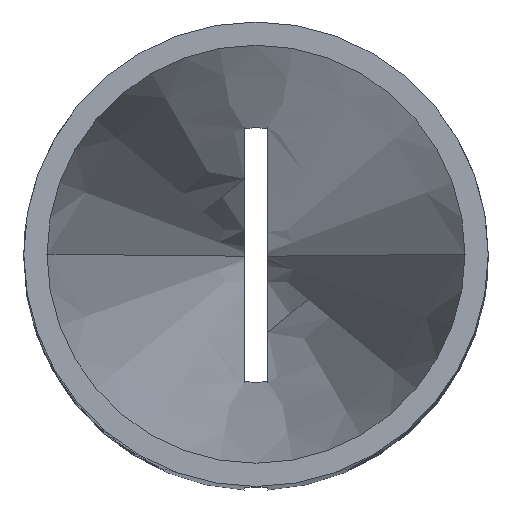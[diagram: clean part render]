
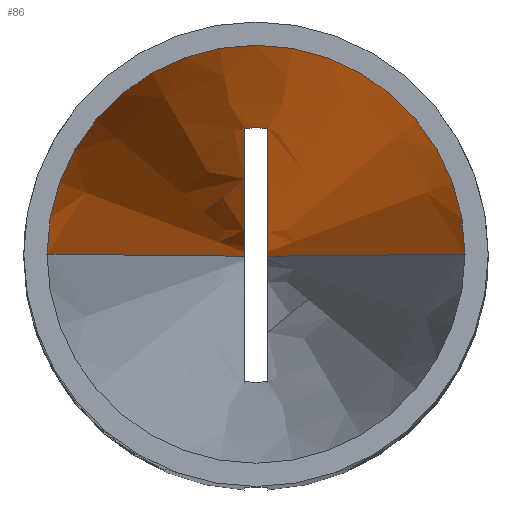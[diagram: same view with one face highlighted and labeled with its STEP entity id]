
A CAD part, top view. The second image highlights one B-rep face of the part: STEP entity #86.
In plain terms, the highlighted conical face has half-angle 10 degrees and reference radius 4.5 mm.
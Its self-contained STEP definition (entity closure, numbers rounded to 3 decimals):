
#6 = ORIENTED_EDGE ( 'NONE', *, *, #775, .F. ) ;
#9 = VERTEX_POINT ( 'NONE', #641 ) ;
#19 = ORIENTED_EDGE ( 'NONE', *, *, #1224, .F. ) ;
#33 = CARTESIAN_POINT ( 'NONE',  ( 0.25, 0., 25.897 ) ) ;
#38 = CARTESIAN_POINT ( 'NONE',  ( -0.25, 0.717, 28.781 ) ) ;
#50 = CARTESIAN_POINT ( 'NONE',  ( -0.25, 2.725, 40. ) ) ;
#76 = FACE_OUTER_BOUND ( 'NONE', #197, .T. ) ;
#86 = ADVANCED_FACE ( 'NONE', ( #76 ), #681, .F. ) ;
#127 = CARTESIAN_POINT ( 'NONE',  ( 0.25, 2.725, 40. ) ) ;
#141 = CARTESIAN_POINT ( 'NONE',  ( 0.25, 0.273, 26.577 ) ) ;
#142 = VERTEX_POINT ( 'NONE', #360 ) ;
#149 = B_SPLINE_CURVE_WITH_KNOTS ( 'NONE', 3,
 ( #33, #1212, #265, #268, #561, #794, #669, #366, #680, #779, #141, #895, #1009, #371, #672, #1117, #477, #357, #1098, #127 ),
 .UNSPECIFIED., .F., .F.,
 ( 4, 2, 2, 2, 2, 2, 2, 2, 2, 4 ),
 ( 0.042, 0.042, 0.042, 0.042, 0.042, 0.043, 0.044, 0.045, 0.049, 0.056 ),
 .UNSPECIFIED. ) ;
#168 = CARTESIAN_POINT ( 'NONE',  ( -0.25, 1.888, 35.275 ) ) ;
#171 = CARTESIAN_POINT ( 'NONE',  ( -0.25, 0.607, 28.192 ) ) ;
#186 = VERTEX_POINT ( 'NONE', #589 ) ;
#194 = CARTESIAN_POINT ( 'NONE',  ( -0.25, 0.1, 26.003 ) ) ;
#197 = EDGE_LOOP ( 'NONE', ( #19, #6, #1080, #311, #639, #1026 ) ) ;
#201 = CARTESIAN_POINT ( 'NONE',  ( -0.25, 0.019, 25.897 ) ) ;
#265 = CARTESIAN_POINT ( 'NONE',  ( 0.25, 0.036, 25.91 ) ) ;
#268 = CARTESIAN_POINT ( 'NONE',  ( 0.25, 0.062, 25.938 ) ) ;
#269 = CIRCLE ( 'NONE', #471, 2.737 ) ;
#311 = ORIENTED_EDGE ( 'NONE', *, *, #658, .F. ) ;
#357 = CARTESIAN_POINT ( 'NONE',  ( 0.25, 1.888, 35.275 ) ) ;
#360 = CARTESIAN_POINT ( 'NONE',  ( 0.25, 2.725, 40. ) ) ;
#366 = CARTESIAN_POINT ( 'NONE',  ( 0.25, 0.155, 26.142 ) ) ;
#371 = CARTESIAN_POINT ( 'NONE',  ( 0.25, 0.607, 28.192 ) ) ;
#379 = AXIS2_PLACEMENT_3D ( 'NONE', #1100, #770, #984 ) ;
#417 = CARTESIAN_POINT ( 'NONE',  ( -0.25, 0., 25.897 ) ) ;
#447 = AXIS2_PLACEMENT_3D ( 'NONE', #1027, #1260, #1168 ) ;
#456 = VERTEX_POINT ( 'NONE', #646 ) ;
#471 = AXIS2_PLACEMENT_3D ( 'NONE', #685, #577, #788 ) ;
#477 = CARTESIAN_POINT ( 'NONE',  ( 0.25, 1.255, 31.732 ) ) ;
#511 = CIRCLE ( 'NONE', #447, 4.5 ) ;
#560 = DIRECTION ( 'NONE',  ( 0.174, 0., 0.985 ) ) ;
#561 = CARTESIAN_POINT ( 'NONE',  ( 0.25, 0.072, 25.953 ) ) ;
#577 = DIRECTION ( 'NONE',  ( 0., 0., 1. ) ) ;
#589 = CARTESIAN_POINT ( 'NONE',  ( 4.5, 0., 50. ) ) ;
#597 = LINE ( 'NONE', #1240, #1118 ) ;
#639 = ORIENTED_EDGE ( 'NONE', *, *, #972, .T. ) ;
#641 = CARTESIAN_POINT ( 'NONE',  ( -0.25, 2.725, 40. ) ) ;
#646 = CARTESIAN_POINT ( 'NONE',  ( 0.25, 0., 25.897 ) ) ;
#658 = EDGE_CURVE ( 'NONE', #456, #142, #149, .T. ) ;
#669 = CARTESIAN_POINT ( 'NONE',  ( 0.25, 0.115, 26.037 ) ) ;
#672 = CARTESIAN_POINT ( 'NONE',  ( 0.25, 0.717, 28.781 ) ) ;
#680 = CARTESIAN_POINT ( 'NONE',  ( 0.25, 0.177, 26.214 ) ) ;
#681 = CONICAL_SURFACE ( 'NONE', #379, 4.5, 0.175 ) ;
#685 = CARTESIAN_POINT ( 'NONE',  ( 0., 0., 40. ) ) ;
#691 = CARTESIAN_POINT ( 'NONE',  ( -0.25, 2.307, 37.637 ) ) ;
#717 = CARTESIAN_POINT ( 'NONE',  ( -0.25, 0.373, 27.015 ) ) ;
#723 = CARTESIAN_POINT ( 'NONE',  ( -0.25, 0.273, 26.577 ) ) ;
#728 = CARTESIAN_POINT ( 'NONE',  ( -0.25, 0.115, 26.037 ) ) ;
#739 = B_SPLINE_CURVE_WITH_KNOTS ( 'NONE', 3,
 ( #50, #691, #168, #924, #1357, #38, #171, #910, #717, #723, #840, #1377, #831, #728, #194, #1154, #1262, #1369, #201, #955 ),
 .UNSPECIFIED., .F., .F.,
 ( 4, 2, 2, 2, 2, 2, 2, 2, 2, 4 ),
 ( 0.014, 0.021, 0.025, 0.027, 0.028, 0.028, 0.028, 0.029, 0.029, 0.029 ),
 .UNSPECIFIED. ) ;
#770 = DIRECTION ( 'NONE',  ( 0., 0., 1. ) ) ;
#775 = EDGE_CURVE ( 'NONE', #9, #792, #739, .T. ) ;
#779 = CARTESIAN_POINT ( 'NONE',  ( 0.25, 0.239, 26.431 ) ) ;
#788 = DIRECTION ( 'NONE',  ( 1., 0., 0. ) ) ;
#792 = VERTEX_POINT ( 'NONE', #417 ) ;
#794 = CARTESIAN_POINT ( 'NONE',  ( 0.25, 0.1, 26.003 ) ) ;
#831 = CARTESIAN_POINT ( 'NONE',  ( -0.25, 0.155, 26.142 ) ) ;
#840 = CARTESIAN_POINT ( 'NONE',  ( -0.25, 0.239, 26.431 ) ) ;
#895 = CARTESIAN_POINT ( 'NONE',  ( 0.25, 0.373, 27.015 ) ) ;
#906 = CARTESIAN_POINT ( 'NONE',  ( -4.5, 0., 50. ) ) ;
#910 = CARTESIAN_POINT ( 'NONE',  ( -0.25, 0.433, 27.309 ) ) ;
#924 = CARTESIAN_POINT ( 'NONE',  ( -0.25, 1.255, 31.732 ) ) ;
#955 = CARTESIAN_POINT ( 'NONE',  ( -0.25, 0., 25.897 ) ) ;
#972 = EDGE_CURVE ( 'NONE', #456, #186, #1353, .T. ) ;
#984 = DIRECTION ( 'NONE',  ( 1., 0., 0. ) ) ;
#1009 = CARTESIAN_POINT ( 'NONE',  ( 0.25, 0.433, 27.309 ) ) ;
#1026 = ORIENTED_EDGE ( 'NONE', *, *, #1314, .T. ) ;
#1027 = CARTESIAN_POINT ( 'NONE',  ( 0., 0., 50. ) ) ;
#1080 = ORIENTED_EDGE ( 'NONE', *, *, #1183, .F. ) ;
#1096 = CARTESIAN_POINT ( 'NONE',  ( 4.5, 0., 50. ) ) ;
#1098 = CARTESIAN_POINT ( 'NONE',  ( 0.25, 2.307, 37.637 ) ) ;
#1100 = CARTESIAN_POINT ( 'NONE',  ( 0., 0., 50. ) ) ;
#1117 = CARTESIAN_POINT ( 'NONE',  ( 0.25, 1.043, 30.551 ) ) ;
#1118 = VECTOR ( 'NONE', #1352, 1000. ) ;
#1119 = VECTOR ( 'NONE', #560, 1000. ) ;
#1134 = VERTEX_POINT ( 'NONE', #906 ) ;
#1154 = CARTESIAN_POINT ( 'NONE',  ( -0.25, 0.072, 25.953 ) ) ;
#1168 = DIRECTION ( 'NONE',  ( 1., 0., 0. ) ) ;
#1183 = EDGE_CURVE ( 'NONE', #142, #9, #269, .T. ) ;
#1212 = CARTESIAN_POINT ( 'NONE',  ( 0.25, 0.019, 25.897 ) ) ;
#1224 = EDGE_CURVE ( 'NONE', #792, #1134, #597, .T. ) ;
#1240 = CARTESIAN_POINT ( 'NONE',  ( -4.5, 0., 50. ) ) ;
#1260 = DIRECTION ( 'NONE',  ( 0., 0., 1. ) ) ;
#1262 = CARTESIAN_POINT ( 'NONE',  ( -0.25, 0.062, 25.938 ) ) ;
#1314 = EDGE_CURVE ( 'NONE', #186, #1134, #511, .T. ) ;
#1352 = DIRECTION ( 'NONE',  ( -0.174, 0., 0.985 ) ) ;
#1353 = LINE ( 'NONE', #1096, #1119 ) ;
#1357 = CARTESIAN_POINT ( 'NONE',  ( -0.25, 1.043, 30.551 ) ) ;
#1369 = CARTESIAN_POINT ( 'NONE',  ( -0.25, 0.036, 25.91 ) ) ;
#1377 = CARTESIAN_POINT ( 'NONE',  ( -0.25, 0.177, 26.214 ) ) ;
